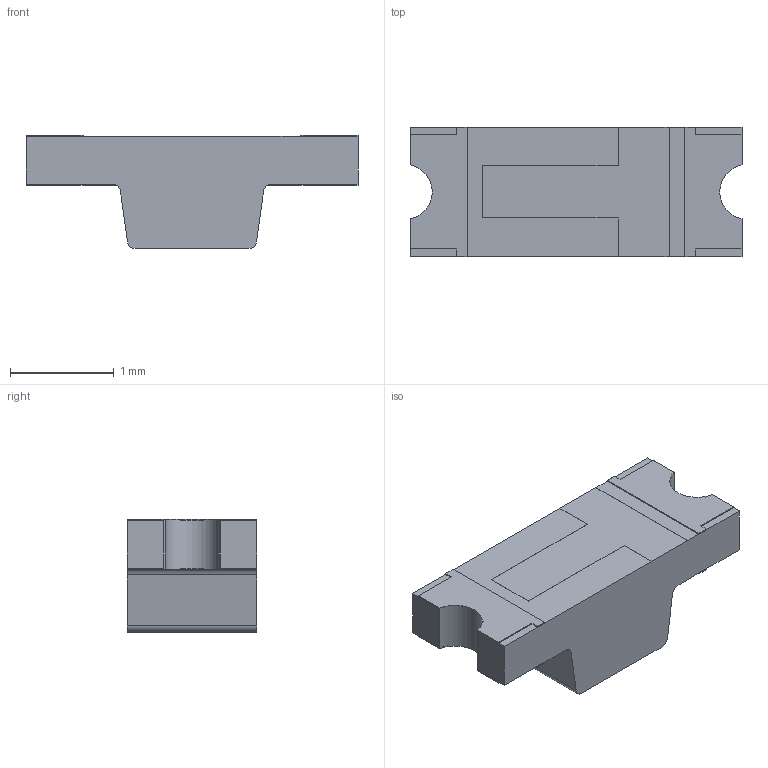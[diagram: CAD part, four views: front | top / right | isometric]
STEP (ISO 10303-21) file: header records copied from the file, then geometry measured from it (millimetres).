
FILE_DESCRIPTION (( 'STEP AP214' ), '1' );
FILE_NAME ('錨璃2.STEP', '2024-11-11T06:02:55', ( '' ), ( '' ), 'SwSTEP 2.0', 'SolidWorks 2021', '' );
FILE_SCHEMA (( 'AUTOMOTIVE_DESIGN' ));
Length unit declared in the file: millimetre
Products named in the file (1): 錨璃2
Bounding box: 3.2 x 1.25 x 1.09 mm (x, y, z)
Volume: 2.8 mm3; surface area: 20.9 mm2
Topology: 3 solids, 3 shells, 315 faces, 870 edges, 580 vertices
Faces by surface type: plane 206, bspline 98, cylinder 11
Entity records: 13977 total; most frequent: CARTESIAN_POINT 3072, ORIENTED_EDGE 1740, DIRECTION 1130, EDGE_CURVE 870, VECTOR 646, LINE 646, VERTEX_POINT 580, EDGE_LOOP 334
